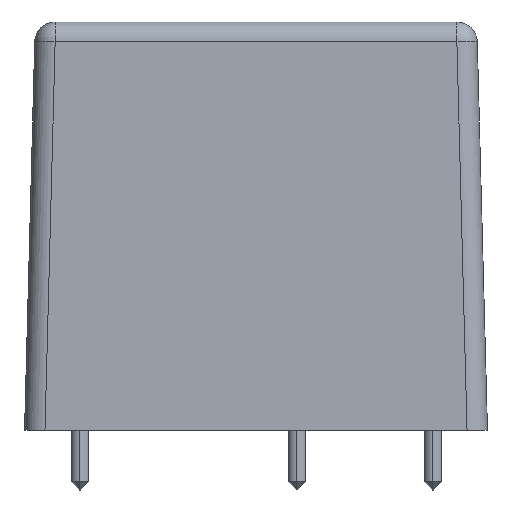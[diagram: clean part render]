
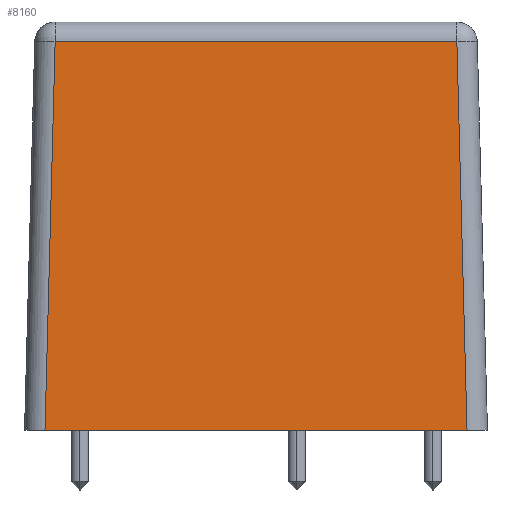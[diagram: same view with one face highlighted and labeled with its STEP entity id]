
A CAD part, left-side view. The second image highlights one B-rep face of the part: STEP entity #8160.
In plain terms, the highlighted planar face has unit normal (-1, 0, 0.026).
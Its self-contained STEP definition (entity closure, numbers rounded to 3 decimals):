
#5610=CARTESIAN_POINT('',(1.884,48.966,
22.831));
#5620=VERTEX_POINT('',#5610);
#5650=CARTESIAN_POINT('',(1.884,0.,22.831));
#5660=DIRECTION('',(0.,-1.,0.));
#5670=VECTOR('',#5660,1.);
#5680=LINE('',#5650,#5670);
#5690=CARTESIAN_POINT('',(1.884,72.571,
22.831));
#5700=VERTEX_POINT('',#5690);
#5710=EDGE_CURVE('',#5700,#5620,#5680,.T.);
#7860=CARTESIAN_POINT('',(1.286,47.268,0.));
#7870=DIRECTION('',(-1.,0.,0.026));
#7880=DIRECTION('',(0.,1.,0.));
#7890=AXIS2_PLACEMENT_3D('',#7860,#7870,#7880);
#7900=PLANE('',#7890);
#7910=ORIENTED_EDGE('',*,*,#5710,.F.);
#7920=CARTESIAN_POINT('',(1.287,48.369,
0.031));
#7930=DIRECTION('',(-0.026,-0.026,
-0.999));
#7940=VECTOR('',#7930,1.);
#7950=LINE('',#7920,#7940);
#7960=CARTESIAN_POINT('',(1.286,48.368,
0.));
#7970=VERTEX_POINT('',#7960);
#7980=EDGE_CURVE('',#5620,#7970,#7950,.T.);
#7990=ORIENTED_EDGE('',*,*,#7980,.F.);
#8000=CARTESIAN_POINT('',(1.286,0.,0.));
#8010=DIRECTION('',(0.,-1.,0.));
#8020=VECTOR('',#8010,1.);
#8030=LINE('',#8000,#8020);
#8040=CARTESIAN_POINT('',(1.286,73.169,
0.));
#8050=VERTEX_POINT('',#8040);
#8060=EDGE_CURVE('',#8050,#7970,#8030,.T.);
#8070=ORIENTED_EDGE('',*,*,#8060,.T.);
#8080=CARTESIAN_POINT('',(1.287,73.168,
0.031));
#8090=DIRECTION('',(0.026,-0.026,
0.999));
#8100=VECTOR('',#8090,1.);
#8110=LINE('',#8080,#8100);
#8120=EDGE_CURVE('',#8050,#5700,#8110,.T.);
#8130=ORIENTED_EDGE('',*,*,#8120,.F.);
#8140=EDGE_LOOP('',(#8130,#8070,#7990,#7910));
#8150=FACE_OUTER_BOUND('',#8140,.T.);
#8160=ADVANCED_FACE('',(#8150),#7900,.T.);
